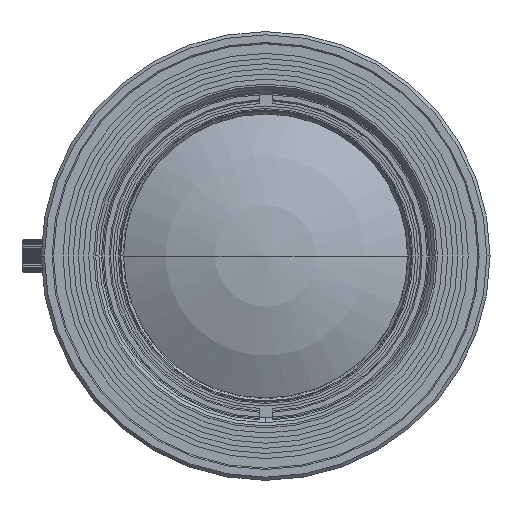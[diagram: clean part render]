
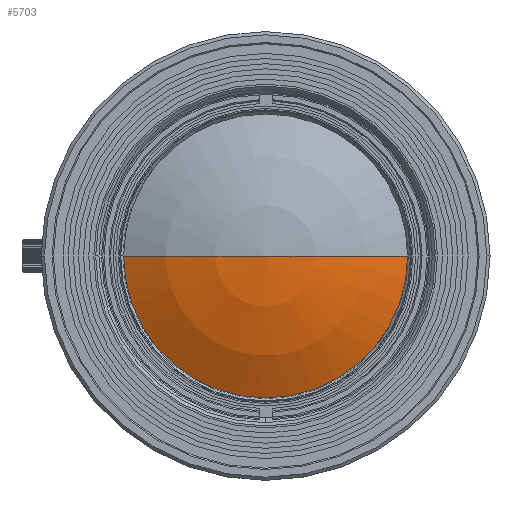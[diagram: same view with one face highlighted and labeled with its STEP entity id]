
A CAD part, left-side view. The second image highlights one B-rep face of the part: STEP entity #5703.
In plain terms, the highlighted spherical face has radius 46.29 mm.
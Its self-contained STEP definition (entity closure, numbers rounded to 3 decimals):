
#3392=CARTESIAN_POINT('',(0.,0.,-13.836));
#3393=DIRECTION('',(0.,0.,-1.));
#3394=DIRECTION('',(1.,0.,0.));
#3395=AXIS2_PLACEMENT_3D('',#3392,#3393,#3394);
#3397=CARTESIAN_POINT('',(0.,0.,26.45));
#3398=DIRECTION('',(0.,1.,0.));
#3399=DIRECTION('',(0.493,0.,-0.87));
#3400=AXIS2_PLACEMENT_3D('',#3397,#3398,#3399);
#3407=CARTESIAN_POINT('',(0.,0.,26.45));
#3408=DIRECTION('',(0.,-1.,0.));
#3409=DIRECTION('',(-0.493,0.,-0.87));
#3410=AXIS2_PLACEMENT_3D('',#3407,#3408,#3409);
#3751=CARTESIAN_POINT('',(22.8,0.,-13.836));
#3752=CARTESIAN_POINT('',(0.,0.,-19.84));
#3753=VERTEX_POINT('',#3751);
#3754=VERTEX_POINT('',#3752);
#3775=CARTESIAN_POINT('',(-22.8,0.,-13.836));
#3776=VERTEX_POINT('',#3775);
#5691=CARTESIAN_POINT('',(0.,0.,26.45));
#5692=DIRECTION('',(0.,0.,-1.));
#5693=DIRECTION('',(1.,0.,0.));
#5694=AXIS2_PLACEMENT_3D('',#5691,#5692,#5693);
#5695=SPHERICAL_SURFACE('',#5694,46.29);
#5697=ORIENTED_EDGE('',*,*,#5696,.T.);
#5699=ORIENTED_EDGE('',*,*,#5698,.F.);
#5700=ORIENTED_EDGE('',*,*,#5684,.F.);
#5701=EDGE_LOOP('',(#5697,#5699,#5700));
#5702=FACE_OUTER_BOUND('',#5701,.F.);
#3396=CIRCLE('',#3395,22.8);
#3401=CIRCLE('',#3400,46.29);
#3411=CIRCLE('',#3410,46.29);
#5684=EDGE_CURVE('',#3753,#3776,#3396,.T.);
#5696=EDGE_CURVE('',#3753,#3754,#3401,.T.);
#5698=EDGE_CURVE('',#3776,#3754,#3411,.T.);
#5703=ADVANCED_FACE('',(#5702),#5695,.T.);
